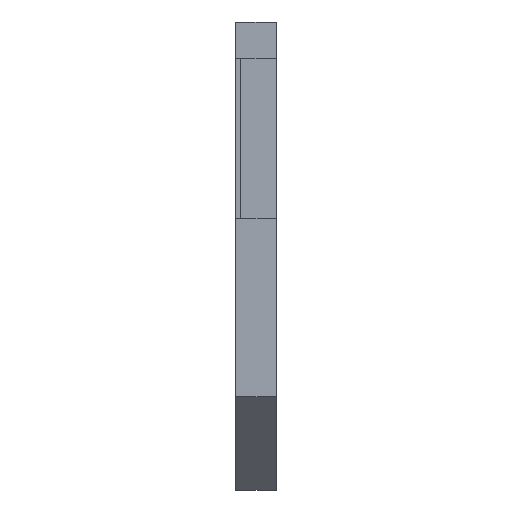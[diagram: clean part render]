
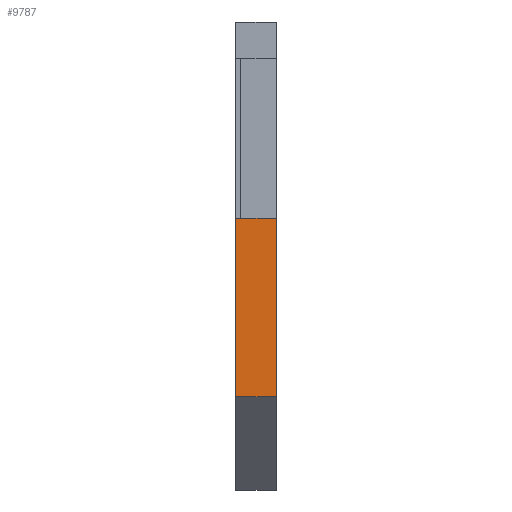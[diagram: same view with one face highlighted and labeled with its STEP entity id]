
A CAD part, left-side view. The second image highlights one B-rep face of the part: STEP entity #9787.
In plain terms, the highlighted planar face has unit normal (-1, 0, 0).
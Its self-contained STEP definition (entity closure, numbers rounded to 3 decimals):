
#391 = CARTESIAN_POINT ( 'NONE',  ( -75.75, 4., 3.75 ) ) ;
#1619 = FACE_OUTER_BOUND ( 'NONE', #8948, .T. ) ;
#1631 = DIRECTION ( 'NONE',  ( 0., 0., 1. ) ) ;
#2079 = LINE ( 'NONE', #10456, #8480 ) ;
#2168 = CARTESIAN_POINT ( 'NONE',  ( -75.75, 4., 3.75 ) ) ;
#2336 = VECTOR ( 'NONE', #1631, 1000. ) ;
#2744 = CARTESIAN_POINT ( 'NONE',  ( -75.75, 4., -13.972 ) ) ;
#3111 = VECTOR ( 'NONE', #10546, 1000. ) ;
#3226 = DIRECTION ( 'NONE',  ( 0., 0., 1. ) ) ;
#3656 = CARTESIAN_POINT ( 'NONE',  ( -75.75, 4., 3.75 ) ) ;
#3830 = EDGE_CURVE ( 'NONE', #12162, #5131, #11991, .T. ) ;
#4384 = ORIENTED_EDGE ( 'NONE', *, *, #3830, .F. ) ;
#4926 = ORIENTED_EDGE ( 'NONE', *, *, #10128, .T. ) ;
#5131 = VERTEX_POINT ( 'NONE', #3656 ) ;
#5448 = AXIS2_PLACEMENT_3D ( 'NONE', #391, #5630, #11907 ) ;
#5630 = DIRECTION ( 'NONE',  ( 1., 0., 0. ) ) ;
#5767 = VECTOR ( 'NONE', #10032, 1000. ) ;
#5829 = CARTESIAN_POINT ( 'NONE',  ( -75.75, 0., 3.75 ) ) ;
#6191 = VERTEX_POINT ( 'NONE', #10302 ) ;
#6638 = EDGE_CURVE ( 'NONE', #5131, #10423, #10417, .T. ) ;
#6809 = CARTESIAN_POINT ( 'NONE',  ( -75.75, 4., 3.75 ) ) ;
#7238 = CARTESIAN_POINT ( 'NONE',  ( -75.75, 4., -13.972 ) ) ;
#7861 = LINE ( 'NONE', #2744, #5767 ) ;
#8480 = VECTOR ( 'NONE', #3226, 1000. ) ;
#8948 = EDGE_LOOP ( 'NONE', ( #4926, #11928, #4384, #9414 ) ) ;
#9414 = ORIENTED_EDGE ( 'NONE', *, *, #11932, .T. ) ;
#9787 = ADVANCED_FACE ( 'NONE', ( #1619 ), #11703, .F. ) ;
#10032 = DIRECTION ( 'NONE',  ( 0., -1., 0. ) ) ;
#10128 = EDGE_CURVE ( 'NONE', #6191, #10423, #2079, .T. ) ;
#10302 = CARTESIAN_POINT ( 'NONE',  ( -75.75, 0., -13.972 ) ) ;
#10417 = LINE ( 'NONE', #2168, #3111 ) ;
#10423 = VERTEX_POINT ( 'NONE', #5829 ) ;
#10456 = CARTESIAN_POINT ( 'NONE',  ( -75.75, 0., 3.75 ) ) ;
#10546 = DIRECTION ( 'NONE',  ( 0., -1., 0. ) ) ;
#11703 = PLANE ( 'NONE',  #5448 ) ;
#11907 = DIRECTION ( 'NONE',  ( 0., 0., -1. ) ) ;
#11928 = ORIENTED_EDGE ( 'NONE', *, *, #6638, .F. ) ;
#11932 = EDGE_CURVE ( 'NONE', #12162, #6191, #7861, .T. ) ;
#11991 = LINE ( 'NONE', #6809, #2336 ) ;
#12162 = VERTEX_POINT ( 'NONE', #7238 ) ;
